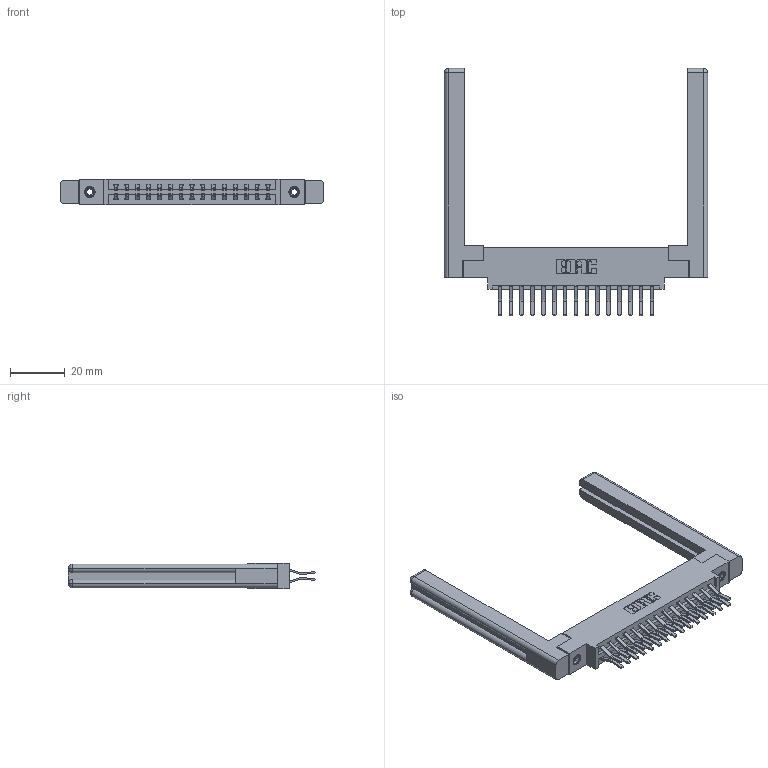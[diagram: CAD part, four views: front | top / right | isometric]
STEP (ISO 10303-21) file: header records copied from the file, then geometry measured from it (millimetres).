
FILE_DESCRIPTION (( 'STEP AP203' ), '1' );
FILE_NAME ('337-030-560-858.STEP', '2019-10-11T00:19:17', ( '' ), ( '' ), 'SwSTEP 2.0', 'SolidWorks 2016', '' );
FILE_SCHEMA (( 'CONFIG_CONTROL_DESIGN' ));
Length unit declared in the file: inch
Products named in the file (5): 307-220-058; 337-030-560-858; 345-250-001_345-250-001-102; 337 Part_0.170 Offset - 0.156 Dia-TI; 345-292-001_560 Tail
Assembly tree (35 placements, depth 2):
  337-030-560-858
    337 Part_0.170 Offset - 0.156 Dia-TI
    345-292-001_560 Tail  x30
    345-250-001_345-250-001-102  x2
    307-220-058  x2
Bounding box: 96.06 x 90.19 x 9.4 mm (x, y, z)
Volume: 16985.9 mm3; surface area: 16589.6 mm2
Topology: 35 solids, 35 shells, 1940 faces, 5687 edges, 3738 vertices
Faces by surface type: plane 1298, cylinder 618, cone 12, torus 12
Entity records: 17976 total; most frequent: CARTESIAN_POINT 3061, ORIENTED_EDGE 2936, DIRECTION 2672, EDGE_CURVE 1468, LINE 1288, VECTOR 1288, VERTEX_POINT 970, AXIS2_PLACEMENT_3D 692
